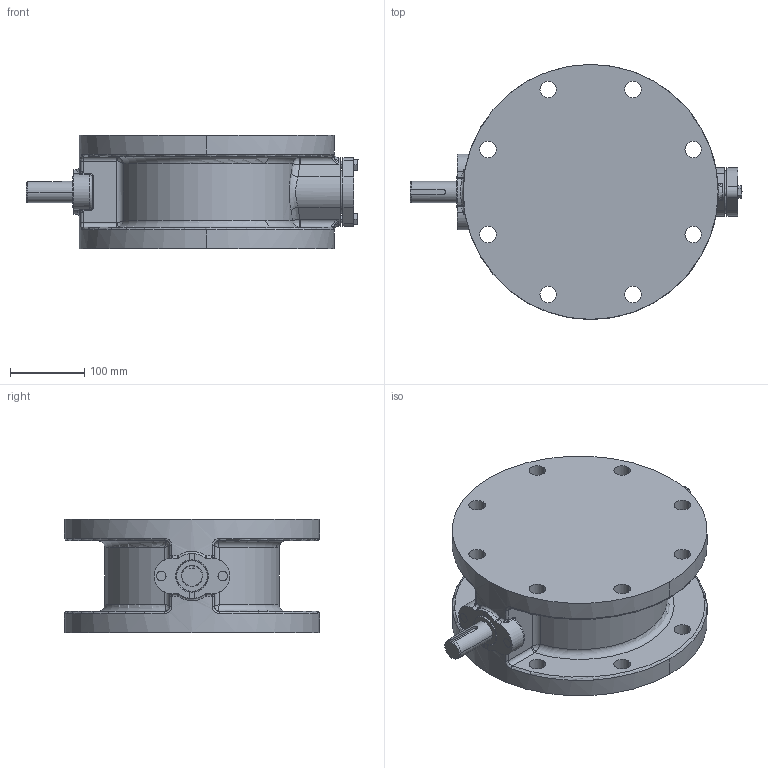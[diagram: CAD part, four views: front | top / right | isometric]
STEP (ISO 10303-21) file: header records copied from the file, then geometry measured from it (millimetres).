
FILE_DESCRIPTION((''),'2;1');
FILE_NAME('A2008_SW0001','2020-08-28T09:23:15',('tomb'),(''),'CREO PARAMETRIC BY PTC INC, 2020053','CREO PARAMETRIC BY PTC INC, 2020053','');
FILE_SCHEMA(('CONFIG_CONTROL_DESIGN'));
Length unit declared in the file: inch
Products named in the file (1): A2008_SW0001
Bounding box: 446.37 x 342.9 x 152.4 mm (x, y, z)
Volume: 9997832.1 mm3; surface area: 467001.3 mm2
Topology: 1 solids, 1 shells, 251 faces, 609 edges, 368 vertices
Faces by surface type: cylinder 93, bspline 62, plane 61, cone 17, torus 14, sphere 4
Entity records: 11674 total; most frequent: CARTESIAN_POINT 6113, ORIENTED_EDGE 1218, DIRECTION 1053, EDGE_CURVE 609, AXIS2_PLACEMENT_3D 427, VERTEX_POINT 368, EDGE_LOOP 295, FACE_OUTER_BOUND 251
